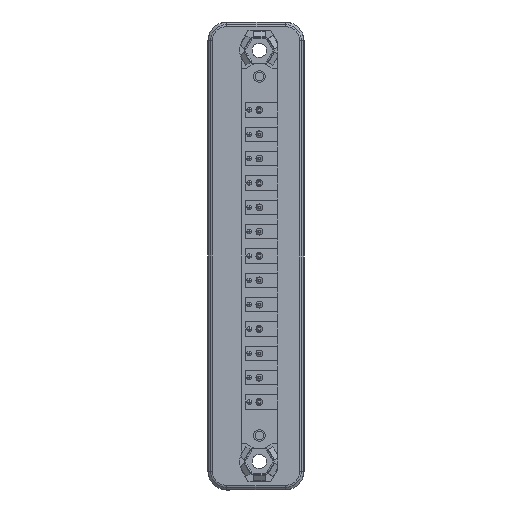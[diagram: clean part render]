
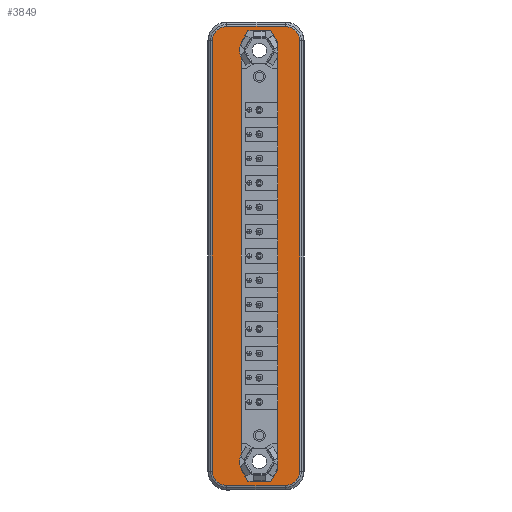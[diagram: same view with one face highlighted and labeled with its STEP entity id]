
A CAD part, front view. The second image highlights one B-rep face of the part: STEP entity #3849.
In plain terms, the highlighted planar face has unit normal (0, -1, 0).
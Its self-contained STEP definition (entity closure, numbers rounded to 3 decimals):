
#3849=ADVANCED_FACE('',(#7866,#7867),#7868,.T.);
#7866=FACE_OUTER_BOUND('',#11970,.T.);
#7867=FACE_BOUND('',#11971,.T.);
#7868=PLANE('',#11972);
#11970=EDGE_LOOP('',(#22907,#22908,#22909,#22910,#22911,#22912,#22913,#22914));
#11971=EDGE_LOOP('',(#22915,#22916,#22917,#22918,#22919,#22920,#22921,#22922,#22923,#22924,#22925,#22926));
#11972=AXIS2_PLACEMENT_3D('',#22927,#22928,#22929);
#22907=ORIENTED_EDGE('',*,*,#27314,.T.);
#22908=ORIENTED_EDGE('',*,*,#24515,.T.);
#22909=ORIENTED_EDGE('',*,*,#26291,.T.);
#22910=ORIENTED_EDGE('',*,*,#27012,.T.);
#22911=ORIENTED_EDGE('',*,*,#24345,.F.);
#22912=ORIENTED_EDGE('',*,*,#27902,.F.);
#22913=ORIENTED_EDGE('',*,*,#24730,.F.);
#22914=ORIENTED_EDGE('',*,*,#27744,.F.);
#22915=ORIENTED_EDGE('',*,*,#25890,.T.);
#22916=ORIENTED_EDGE('',*,*,#26437,.F.);
#22917=ORIENTED_EDGE('',*,*,#27359,.T.);
#22918=ORIENTED_EDGE('',*,*,#24014,.F.);
#22919=ORIENTED_EDGE('',*,*,#27894,.T.);
#22920=ORIENTED_EDGE('',*,*,#27774,.T.);
#22921=ORIENTED_EDGE('',*,*,#24365,.T.);
#22922=ORIENTED_EDGE('',*,*,#27080,.T.);
#22923=ORIENTED_EDGE('',*,*,#27767,.T.);
#22924=ORIENTED_EDGE('',*,*,#26766,.T.);
#22925=ORIENTED_EDGE('',*,*,#26526,.F.);
#22926=ORIENTED_EDGE('',*,*,#27393,.T.);
#22927=CARTESIAN_POINT('',(-4.1,5.65,-57.395));
#22928=DIRECTION('',(0.,-1.0,0.));
#22929=DIRECTION('',(0.,0.,1.0));
#24014=EDGE_CURVE('',#28629,#28630,#28631,.T.);
#24345=EDGE_CURVE('',#29198,#29200,#29201,.T.);
#24365=EDGE_CURVE('',#29230,#29228,#29231,.T.);
#24515=EDGE_CURVE('',#29502,#29499,#29503,.T.);
#24730=EDGE_CURVE('',#29859,#29860,#29861,.T.);
#25890=EDGE_CURVE('',#31657,#31658,#31659,.T.);
#26291=EDGE_CURVE('',#29499,#32213,#32214,.T.);
#26437=EDGE_CURVE('',#32407,#31658,#32408,.T.);
#26526=EDGE_CURVE('',#32521,#32516,#32523,.T.);
#26766=EDGE_CURVE('',#32832,#32516,#32836,.T.);
#27012=EDGE_CURVE('',#32213,#29200,#33133,.T.);
#27080=EDGE_CURVE('',#29228,#33212,#33214,.T.);
#27314=EDGE_CURVE('',#33490,#29502,#33491,.T.);
#27359=EDGE_CURVE('',#32407,#28630,#33546,.T.);
#27393=EDGE_CURVE('',#32521,#31657,#33589,.T.);
#27744=EDGE_CURVE('',#33490,#29859,#33985,.T.);
#27767=EDGE_CURVE('',#33212,#32832,#34011,.T.);
#27774=EDGE_CURVE('',#34018,#29230,#34019,.T.);
#27894=EDGE_CURVE('',#28629,#34018,#34142,.T.);
#27902=EDGE_CURVE('',#29860,#29198,#34150,.T.);
#28629=VERTEX_POINT('',#35057);
#28630=VERTEX_POINT('',#35058);
#28631=LINE('',#35059,#35060);
#29198=VERTEX_POINT('',#35823);
#29200=VERTEX_POINT('',#35826);
#29201=LINE('',#35827,#35828);
#29228=VERTEX_POINT('',#35869);
#29230=VERTEX_POINT('',#35872);
#29231=LINE('',#35873,#35874);
#29499=VERTEX_POINT('',#36272);
#29502=VERTEX_POINT('',#36276);
#29503=CIRCLE('',#36277,3.0);
#29859=VERTEX_POINT('',#36744);
#29860=VERTEX_POINT('',#36745);
#29861=LINE('',#36746,#36747);
#31657=VERTEX_POINT('',#39378);
#31658=VERTEX_POINT('',#39379);
#31659=LINE('',#39380,#39381);
#32213=VERTEX_POINT('',#40162);
#32214=LINE('',#40163,#40164);
#32407=VERTEX_POINT('',#40438);
#32408=CIRCLE('',#40439,4.1);
#32516=VERTEX_POINT('',#40605);
#32521=VERTEX_POINT('',#40612);
#32523=LINE('',#40615,#40616);
#32832=VERTEX_POINT('',#41079);
#32836=LINE('',#41085,#41086);
#33133=CIRCLE('',#41507,3.0);
#33212=VERTEX_POINT('',#41614);
#33214=LINE('',#41617,#41618);
#33490=VERTEX_POINT('',#41990);
#33491=LINE('',#41991,#41992);
#33546=LINE('',#42091,#42092);
#33589=CIRCLE('',#42150,4.1);
#33985=CIRCLE('',#42736,3.0);
#34011=LINE('',#42778,#42779);
#34018=VERTEX_POINT('',#42787);
#34019=LINE('',#42788,#42789);
#34142=LINE('',#42945,#42946);
#34150=CIRCLE('',#42956,3.0);
#35057=CARTESIAN_POINT('',(-2.384,5.65,16.55));
#35058=CARTESIAN_POINT('',(-3.8,5.65,14.098));
#35059=CARTESIAN_POINT('',(-11.94,5.65,0.));
#35060=VECTOR('',#43583,1.0);
#35823=CARTESIAN_POINT('',(8.4,5.65,14.42));
#35826=CARTESIAN_POINT('',(8.4,5.65,-75.38));
#35827=CARTESIAN_POINT('',(8.4,5.65,-42.155));
#35828=VECTOR('',#43979,1.0);
#35869=CARTESIAN_POINT('',(3.87,5.65,-74.937));
#35872=CARTESIAN_POINT('',(3.87,5.65,13.977));
#35873=CARTESIAN_POINT('',(3.87,5.65,-55.88));
#35874=VECTOR('',#43998,1.0);
#36272=CARTESIAN_POINT('',(-6.8,5.65,-78.38));
#36276=CARTESIAN_POINT('',(-9.8,5.65,-75.38));
#36277=AXIS2_PLACEMENT_3D('',#44157,#44158,#44159);
#36744=CARTESIAN_POINT('',(-6.8,5.65,17.42));
#36745=CARTESIAN_POINT('',(5.4,5.65,17.42));
#36746=CARTESIAN_POINT('',(41.643,5.65,17.42));
#36747=VECTOR('',#44451,1.0);
#39378=CARTESIAN_POINT('',(-3.8,5.65,-71.841));
#39379=CARTESIAN_POINT('',(-3.8,5.65,10.881));
#39380=CARTESIAN_POINT('',(-3.8,5.65,-55.88));
#39381=VECTOR('',#45764,1.0);
#40162=CARTESIAN_POINT('',(5.4,5.65,-78.38));
#40163=CARTESIAN_POINT('',(41.643,5.65,-78.38));
#40164=VECTOR('',#46214,1.0);
#40438=CARTESIAN_POINT('',(-3.8,5.65,13.959));
#40439=AXIS2_PLACEMENT_3D('',#46374,#46375,#46376);
#40605=CARTESIAN_POINT('',(-3.8,5.65,-75.058));
#40612=CARTESIAN_POINT('',(-3.8,5.65,-74.919));
#40615=CARTESIAN_POINT('',(-3.8,5.65,-55.88));
#40616=VECTOR('',#46456,1.0);
#41079=CARTESIAN_POINT('',(-2.384,5.65,-77.51));
#41085=CARTESIAN_POINT('',(-14.873,5.65,-55.88));
#41086=VECTOR('',#46703,1.0);
#41507=AXIS2_PLACEMENT_3D('',#46942,#46943,#46944);
#41614=CARTESIAN_POINT('',(2.384,5.65,-77.51));
#41617=CARTESIAN_POINT('',(14.873,5.65,-55.88));
#41618=VECTOR('',#47016,1.0);
#41990=CARTESIAN_POINT('',(-9.8,5.65,14.42));
#41991=CARTESIAN_POINT('',(-9.8,5.65,-54.365));
#41992=VECTOR('',#47254,1.0);
#42091=CARTESIAN_POINT('',(-3.8,5.65,0.));
#42092=VECTOR('',#47293,1.0);
#42150=AXIS2_PLACEMENT_3D('',#47333,#47334,#47335);
#42736=AXIS2_PLACEMENT_3D('',#47631,#47632,#47633);
#42778=CARTESIAN_POINT('',(41.643,5.65,-77.51));
#42779=VECTOR('',#47653,1.0);
#42787=CARTESIAN_POINT('',(2.384,5.65,16.55));
#42788=CARTESIAN_POINT('',(11.94,5.65,0.));
#42789=VECTOR('',#47658,1.0);
#42945=CARTESIAN_POINT('',(41.643,5.65,16.55));
#42946=VECTOR('',#47746,1.0);
#42956=AXIS2_PLACEMENT_3D('',#47749,#47750,#47751);
#43583=DIRECTION('',(-0.5,0.,-0.866));
#43979=DIRECTION('',(0.,0.,-1.0));
#43998=DIRECTION('',(0.,0.,-1.0));
#44157=CARTESIAN_POINT('',(-6.8,5.65,-75.38));
#44158=DIRECTION('',(0.,-1.0,0.));
#44159=DIRECTION('',(1.0,0.,0.));
#44451=DIRECTION('',(1.0,0.,0.));
#45764=DIRECTION('',(0.,0.,1.0));
#46214=DIRECTION('',(1.0,0.,0.));
#46374=CARTESIAN_POINT('',(0.,5.65,12.42));
#46375=DIRECTION('',(0.,-1.0,0.));
#46376=DIRECTION('',(0.,0.,1.0));
#46456=DIRECTION('',(0.,0.,-1.0));
#46703=DIRECTION('',(-0.5,0.,0.866));
#46942=CARTESIAN_POINT('',(5.4,5.65,-75.38));
#46943=DIRECTION('',(0.,-1.0,0.));
#46944=DIRECTION('',(1.0,0.,0.));
#47016=DIRECTION('',(-0.5,0.,-0.866));
#47254=DIRECTION('',(0.,0.,-1.0));
#47293=DIRECTION('',(0.,0.,1.0));
#47333=CARTESIAN_POINT('',(0.,5.65,-73.38));
#47334=DIRECTION('',(0.,1.0,0.));
#47335=DIRECTION('',(0.,0.,-1.0));
#47631=CARTESIAN_POINT('',(-6.8,5.65,14.42));
#47632=DIRECTION('',(0.,1.0,0.));
#47633=DIRECTION('',(1.0,0.,0.));
#47653=DIRECTION('',(-1.0,0.,0.));
#47658=DIRECTION('',(0.5,0.,-0.866));
#47746=DIRECTION('',(1.0,0.,0.));
#47749=CARTESIAN_POINT('',(5.4,5.65,14.42));
#47750=DIRECTION('',(0.,1.0,0.));
#47751=DIRECTION('',(1.0,0.,0.));
